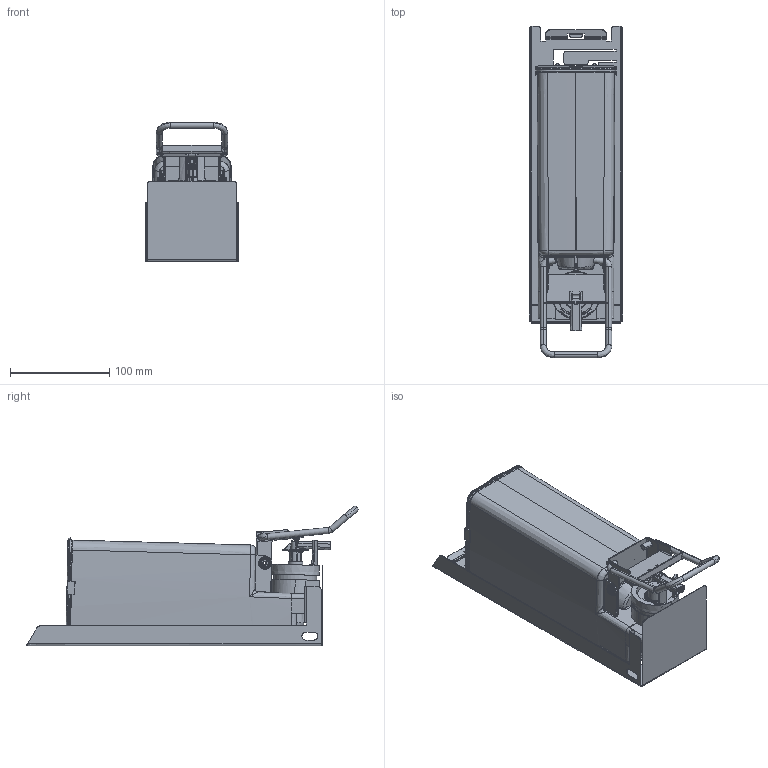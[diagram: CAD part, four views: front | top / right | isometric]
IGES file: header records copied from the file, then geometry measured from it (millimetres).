
Start section: SolidWorks IGES file using analytic representation for surfaces
Global section: file name: ZE-140-LO_2019_20_14.IGS; native system: SolidWorks 2018; preprocessor: SolidWorks 2018; author: andreas.heckmeier; date: 190214.154518; units: millimetre
Bounding box: 94.2 x 334.25 x 140.16 mm (x, y, z)
Surface area: 349441 mm2 (no closed solid volume)
Topology: 0 solids, 0 shells, 1721 faces, 19603 edges, 19585 vertices
Faces by surface type: bspline 1025, revolution 696
